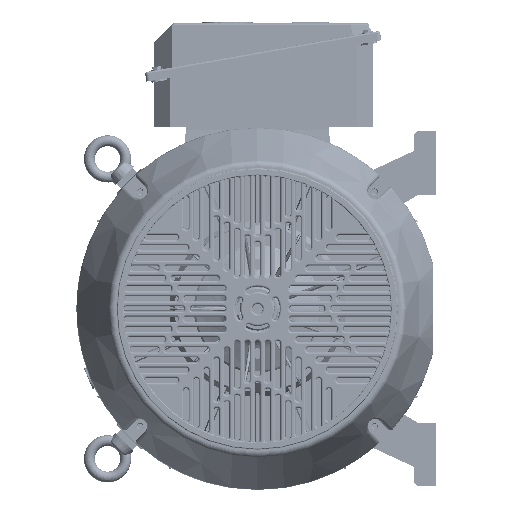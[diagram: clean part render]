
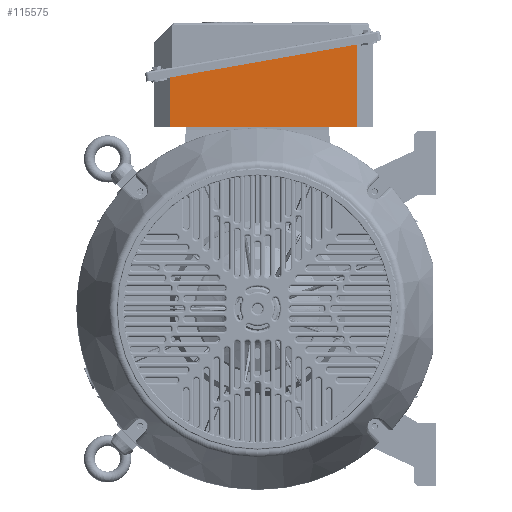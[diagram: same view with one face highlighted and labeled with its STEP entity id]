
A CAD part, left-side view. The second image highlights one B-rep face of the part: STEP entity #115575.
In plain terms, the highlighted face is planar.
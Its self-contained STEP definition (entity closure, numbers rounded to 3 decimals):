
#27432 = CARTESIAN_POINT ( 'NONE',  ( 0., 0., 149. ) ) ;
#27434 = PLANE ( 'NONE',  #27440 ) ;
#27440 = AXIS2_PLACEMENT_3D ( 'NONE', #27432, #27558, #27557 ) ;
#27441 = FACE_OUTER_BOUND ( 'NONE', #115579, .T. ) ;
#27557 = DIRECTION ( 'NONE',  ( -1., 0., 0. ) ) ;
#27558 = DIRECTION ( 'NONE',  ( 0., 0., -1. ) ) ;
#27645 = CARTESIAN_POINT ( 'NONE',  ( 318.031, 3., 149. ) ) ;
#27698 = DIRECTION ( 'NONE',  ( -1., 0., 0. ) ) ;
#27699 = VECTOR ( 'NONE', #27698, 1000. ) ;
#27700 = CARTESIAN_POINT ( 'NONE',  ( 0., 3., 149. ) ) ;
#27701 = LINE ( 'NONE', #27700, #27699 ) ;
#27734 = CARTESIAN_POINT ( 'NONE',  ( 318.031, 131.501, 149. ) ) ;
#27857 = DIRECTION ( 'NONE',  ( 0.985, 0.174, 0. ) ) ;
#27859 = VECTOR ( 'NONE', #27857, 1000. ) ;
#27861 = CARTESIAN_POINT ( 'NONE',  ( -12.898, 73.149, 149. ) ) ;
#27863 = LINE ( 'NONE', #27861, #27859 ) ;
#27872 = CARTESIAN_POINT ( 'NONE',  ( 25.515, 3., 149. ) ) ;
#27904 = DIRECTION ( 'NONE',  ( 0., 1., 0. ) ) ;
#27905 = VECTOR ( 'NONE', #27904, 1000. ) ;
#27906 = CARTESIAN_POINT ( 'NONE',  ( 318.031, 0., 149. ) ) ;
#27907 = LINE ( 'NONE', #27906, #27905 ) ;
#27974 = CARTESIAN_POINT ( 'NONE',  ( 25.515, 79.923, 149. ) ) ;
#27977 = DIRECTION ( 'NONE',  ( 0., -1., 0. ) ) ;
#27978 = VECTOR ( 'NONE', #27977, 1000. ) ;
#27979 = CARTESIAN_POINT ( 'NONE',  ( 25.515, 0., 149. ) ) ;
#27980 = LINE ( 'NONE', #27979, #27978 ) ;
#115575 = ADVANCED_FACE ( 'NONE', ( #27441 ), #27434, .F. ) ;
#115579 = EDGE_LOOP ( 'NONE', ( #115715, #115766, #115767, #115773 ) ) ;
#115675 = VERTEX_POINT ( 'NONE', #27645 ) ;
#115690 = VERTEX_POINT ( 'NONE', #27734 ) ;
#115715 = ORIENTED_EDGE ( 'NONE', *, *, #115717, .F. ) ;
#115717 = EDGE_CURVE ( 'NONE', #115675, #115831, #27701, .T. ) ;
#115766 = ORIENTED_EDGE ( 'NONE', *, *, #115818, .T. ) ;
#115767 = ORIENTED_EDGE ( 'NONE', *, *, #115770, .F. ) ;
#115770 = EDGE_CURVE ( 'NONE', #115839, #115690, #27863, .T. ) ;
#115773 = ORIENTED_EDGE ( 'NONE', *, *, #115836, .T. ) ;
#115818 = EDGE_CURVE ( 'NONE', #115675, #115690, #27907, .T. ) ;
#115831 = VERTEX_POINT ( 'NONE', #27872 ) ;
#115836 = EDGE_CURVE ( 'NONE', #115839, #115831, #27980, .T. ) ;
#115839 = VERTEX_POINT ( 'NONE', #27974 ) ;
